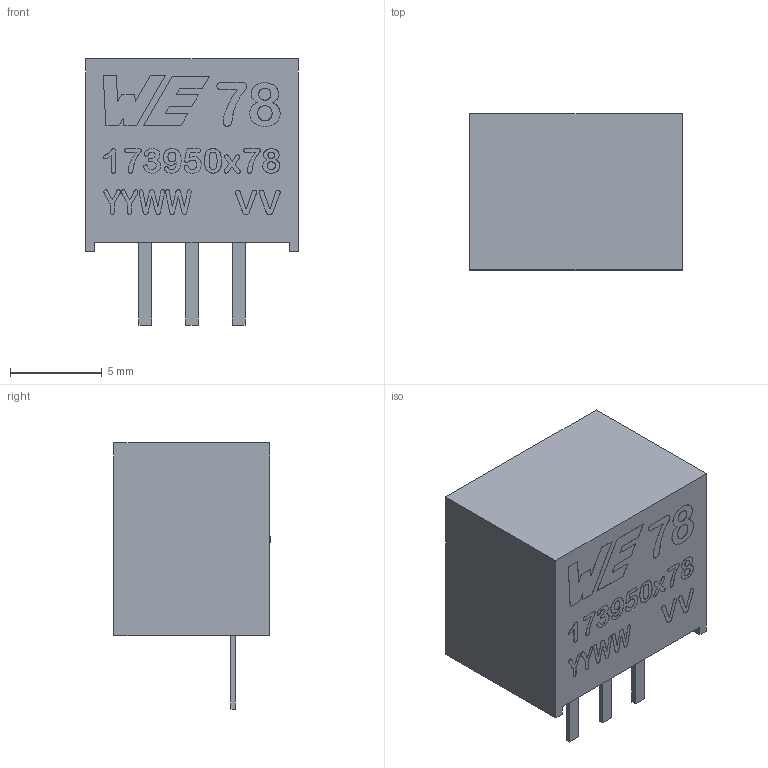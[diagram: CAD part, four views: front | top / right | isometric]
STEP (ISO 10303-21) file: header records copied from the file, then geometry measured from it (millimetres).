
FILE_DESCRIPTION(/* description */ ('Unknown'),/* implementation_level */ '2;1');
FILE_NAME(/* name */ 'U_Wurth_MagIC-FDSM_173950x78',/* time_stamp */ '2025-01-06T16:22:39+08:00',/* author */ ('Unknown'),/* organization */ ('Unknown'),/* preprocessor_version */ 'ST-DEVELOPER v19.4',/* originating_system */ 'Solid Edge',/* authorisation */ 'Unknown');
FILE_SCHEMA (('AUTOMOTIVE_DESIGN {1 0 10303 214 3 1 1}'));
Products named in the file (1): STP_173950378 (rev1)
Bounding box: 11.6 x 8.51 x 14.5 mm (x, y, z)
Volume: 992.4 mm3; surface area: 644.4 mm2
Topology: 2 solids, 2 shells, 2242 faces, 6635 edges, 4424 vertices
Faces by surface type: plane 2242
Entity records: 88165 total; most frequent: CARTESIAN_POINT 13302, ORIENTED_EDGE 13270, DIRECTION 11121, EDGE_CURVE 6635, LINE 6635, VECTOR 6635, VERTEX_POINT 4424, EDGE_LOOP 2269
